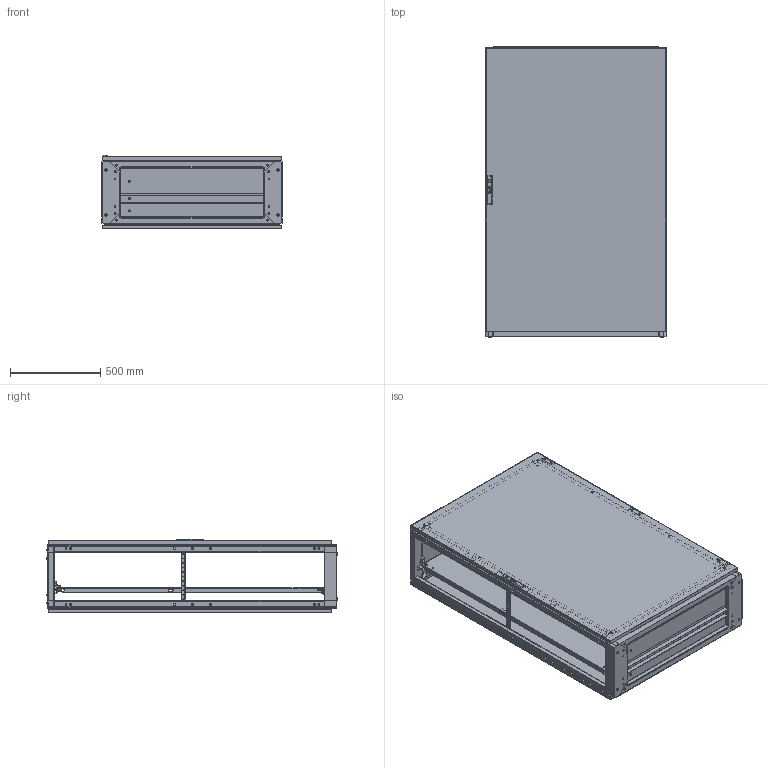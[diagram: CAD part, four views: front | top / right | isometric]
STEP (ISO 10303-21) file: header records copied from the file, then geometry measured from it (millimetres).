
FILE_DESCRIPTION (( 'STEP AP214' ), '1' );
FILE_NAME ('0375-1016-40-10.STEP', '2015-05-08T05:37:14', ( '' ), ( '' ), 'SwSTEP 2.0', 'SolidWorks 2014', '' );
FILE_SCHEMA (( 'AUTOMOTIVE_DESIGN' ));
Length unit declared in the file: millimetre
Products named in the file (19): Tuere 0395 (Modell) B 1000 H 1600; Strebe links vorne-hinten 0395 (Modell) H 1600; Montageplatte kpl 0348 (Modell) B 1000 H 1600; Dach 0395 (Modell) B 1000 T 400; Arretierwinkel kpl rechts (Modell) 1000; Bodenblech 0395 (Modell) B 1000 T 400; Arretierwinkel kpl links (Modell) 1000; Rasthalterung kpl rechts (Modell) 1000; 0375-1016-40-10; Rasthalterung kpl links (Modell) 1000; Montageplatte 0348 (Modell) B 1000 H 1600; Tiefenstrebe 0396 (Modell) T 400; Bodenplatte vorne 0395 (Modell) B 1000 T 400; Bodenplatte mitte 0395 (Modell) B 1000 T 400; Bodenplatte hinten 0395 (Modell) B 1000; Rueckwand 0395 (Modell) B 1000 H 1600; Dachplatte 0395 (Modell) B 1000 T 400; Schrankgrundgestell 0395 (Modell) B 1000 H 1600 T 400; Strebe rechts vorne-hinten 0395 (Modell) H 1600
Assembly tree (21 placements, depth 3):
  0375-1016-40-10
    Schrankgrundgestell 0395 (Modell) B 1000 H 1600 T 400
      Bodenblech 0395 (Modell) B 1000 T 400
      Dach 0395 (Modell) B 1000 T 400
      Strebe links vorne-hinten 0395 (Modell) H 1600  x2
      Strebe rechts vorne-hinten 0395 (Modell) H 1600  x2
    Dachplatte 0395 (Modell) B 1000 T 400
    Rueckwand 0395 (Modell) B 1000 H 1600
    Bodenplatte hinten 0395 (Modell) B 1000
    Bodenplatte mitte 0395 (Modell) B 1000 T 400
    Bodenplatte vorne 0395 (Modell) B 1000 T 400
    Tiefenstrebe 0396 (Modell) T 400  x2
    Montageplatte kpl 0348 (Modell) B 1000 H 1600
      Montageplatte 0348 (Modell) B 1000 H 1600
      Rasthalterung kpl links (Modell) 1000
      Rasthalterung kpl rechts (Modell) 1000
      Arretierwinkel kpl links (Modell) 1000
      Arretierwinkel kpl rechts (Modell) 1000
    Tuere 0395 (Modell) B 1000 H 1600
Bounding box: 1000 x 1607.6 x 408.5 mm (x, y, z)
Volume: 16199409.7 mm3; surface area: 15438923.3 mm2
Topology: 31 solids, 33 shells, 3148 faces, 8383 edges, 5538 vertices
Faces by surface type: plane 1665, cylinder 1381, cone 102
Entity records: 114917 total; most frequent: DIRECTION 16312, CARTESIAN_POINT 16088, ORIENTED_EDGE 15504, EDGE_CURVE 7752, AXIS2_PLACEMENT_3D 5680, VERTEX_POINT 5120, LINE 4952, VECTOR 4952
